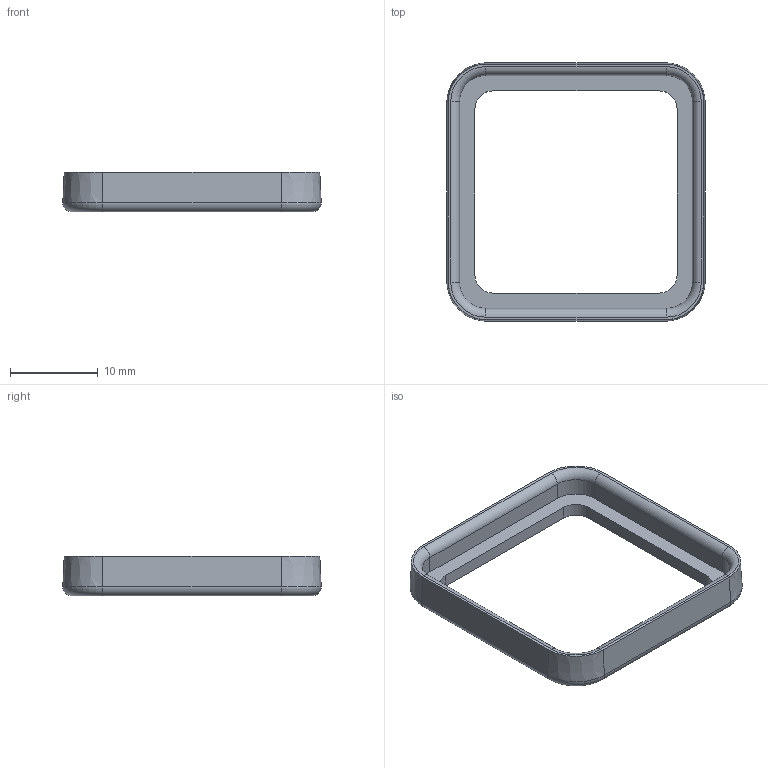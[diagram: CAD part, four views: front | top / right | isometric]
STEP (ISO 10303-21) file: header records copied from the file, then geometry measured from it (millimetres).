
FILE_DESCRIPTION(/* description */ (''),/* implementation_level */ '2;1');
FILE_NAME(/* name */ '16-8088-000-001_01.stp',/* time_stamp */ '2017-07-13T14:45:59+02:00',/* author */ (''),/* organization */ (''),/* preprocessor_version */ 'ST-DEVELOPER v16',/* originating_system */ 'SIEMENS PLM Software NX 11.0',/* authorisation */ '');
FILE_SCHEMA (('AUTOMOTIVE_DESIGN { 1 0 10303 214 3 1 1 1 }'));
Length unit declared in the file: millimetre
Products named in the file (1): smag1210AF4E0zrw
Bounding box: 29.41 x 29.41 x 4.5 mm (x, y, z)
Volume: 865.3 mm3; surface area: 1464 mm2
Topology: 1 solids, 1 shells, 43 faces, 104 edges, 64 vertices
Faces by surface type: cylinder 16, plane 15, torus 8, cone 4
Entity records: 1294 total; most frequent: DIRECTION 240, CARTESIAN_POINT 212, ORIENTED_EDGE 208, EDGE_CURVE 104, AXIS2_PLACEMENT_3D 92, VERTEX_POINT 64, LINE 56, VECTOR 56
